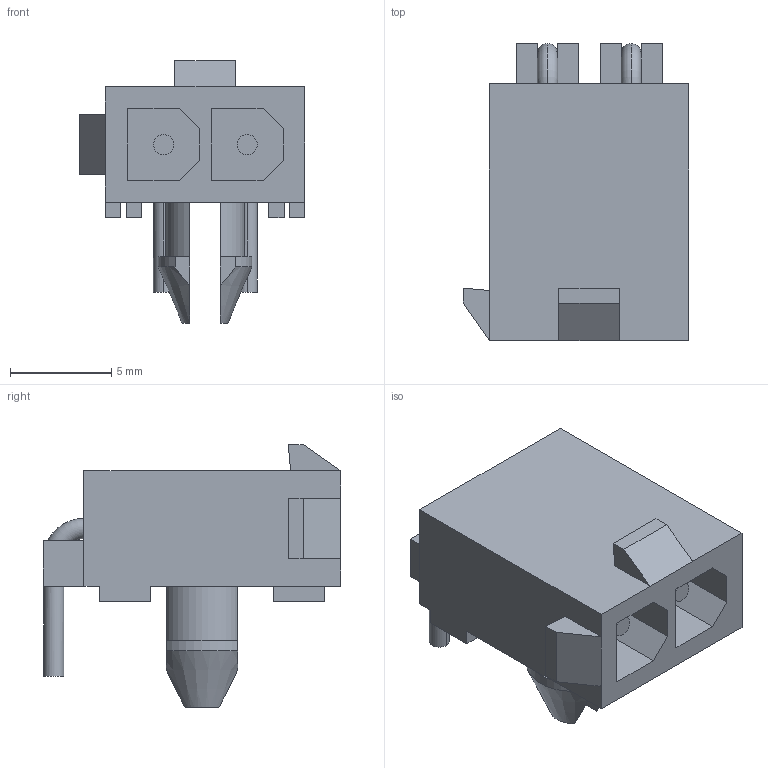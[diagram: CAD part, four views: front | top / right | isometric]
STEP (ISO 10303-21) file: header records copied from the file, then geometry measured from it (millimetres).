
FILE_DESCRIPTION(('FreeCAD Model'),'2;1');
FILE_NAME('C-0770966-01-3.step', '2016-11-10T13:59:45',('Author'),(''), 'Open CASCADE STEP processor 6.8','FreeCAD','Unknown');
FILE_SCHEMA(('AUTOMOTIVE_DESIGN_CC2 { 1 2 10303 214 -1 1 5 4 }'));
Length unit declared in the file: millimetre
Products named in the file (1): C-0770966-01-3
Bounding box: 11.15 x 14.71 x 13 mm (x, y, z)
Volume: 592.8 mm3; surface area: 1036.9 mm2
Topology: 1 solids, 1 shells, 108 faces, 300 edges, 196 vertices
Faces by surface type: plane 88, cylinder 14, torus 4, cone 2
Entity records: 10292 total; most frequent: CARTESIAN_POINT 4471, DIRECTION 1009, LINE 666, VECTOR 666, ORIENTED_EDGE 600, PCURVE 600, DEFINITIONAL_REPRESENTATION 600, EDGE_CURVE 300
